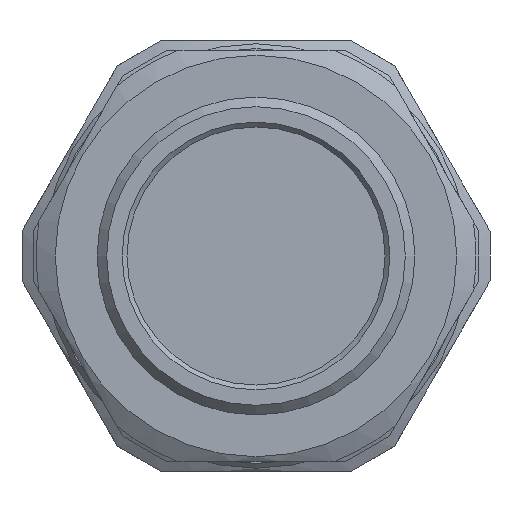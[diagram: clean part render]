
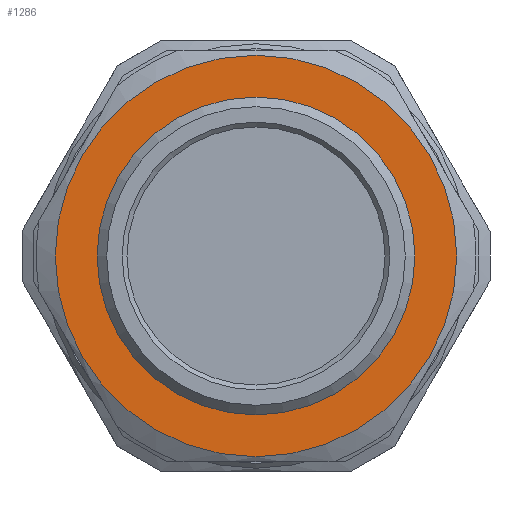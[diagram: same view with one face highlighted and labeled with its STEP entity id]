
A CAD part, front view. The second image highlights one B-rep face of the part: STEP entity #1286.
In plain terms, the highlighted planar face has unit normal (0, -1, 0).
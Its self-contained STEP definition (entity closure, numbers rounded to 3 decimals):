
#135=FACE_BOUND('',#477,.T.);
#399=FACE_OUTER_BOUND('',#476,.T.);
#476=EDGE_LOOP('',(#1095));
#477=EDGE_LOOP('',(#1096));
#537=CIRCLE('',#1414,21.);
#539=CIRCLE('',#1417,15.425);
#647=VERTEX_POINT('',#2200);
#648=VERTEX_POINT('',#2205);
#803=EDGE_CURVE('',#647,#647,#537,.T.);
#805=EDGE_CURVE('',#648,#648,#539,.T.);
#1095=ORIENTED_EDGE('',*,*,#803,.F.);
#1096=ORIENTED_EDGE('',*,*,#805,.T.);
#1227=PLANE('',#1416);
#1286=ADVANCED_FACE('',(#399,#135),#1227,.T.);
#1414=AXIS2_PLACEMENT_3D('',#2202,#1680,#1681);
#1416=AXIS2_PLACEMENT_3D('',#2204,#1684,#1685);
#1417=AXIS2_PLACEMENT_3D('',#2206,#1686,#1687);
#1680=DIRECTION('center_axis',(0.,1.,0.));
#1681=DIRECTION('ref_axis',(1.,0.,0.));
#1684=DIRECTION('center_axis',(0.,-1.,0.));
#1685=DIRECTION('ref_axis',(0.,0.,-1.));
#1686=DIRECTION('center_axis',(0.,1.,0.));
#1687=DIRECTION('ref_axis',(1.,0.,0.));
#2200=CARTESIAN_POINT('',(253.992,78.204,281.7));
#2202=CARTESIAN_POINT('Origin',(232.992,78.204,281.7));
#2204=CARTESIAN_POINT('Origin',(211.992,78.204,281.7));
#2205=CARTESIAN_POINT('',(248.417,78.204,281.7));
#2206=CARTESIAN_POINT('Origin',(232.992,78.204,281.7));
